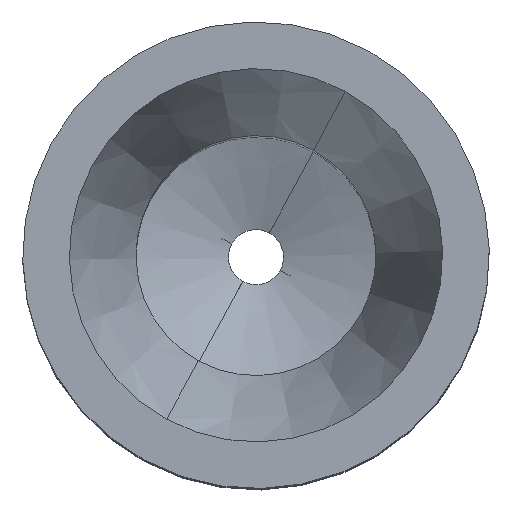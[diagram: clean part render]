
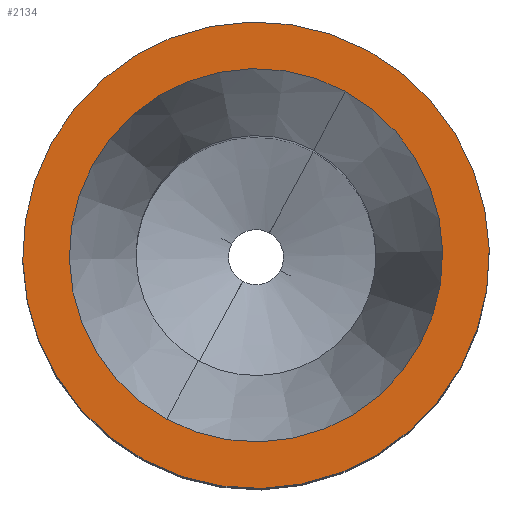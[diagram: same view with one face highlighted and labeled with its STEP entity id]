
A CAD part, top view. The second image highlights one B-rep face of the part: STEP entity #2134.
In plain terms, the highlighted planar face has unit normal (0, 0, 1).
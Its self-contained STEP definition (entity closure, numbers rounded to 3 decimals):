
#1997=AXIS2_PLACEMENT_3D('Circle Axis2P3D',#1995,#1996,$) ;
#2097=AXIS2_PLACEMENT_3D('Circle Axis2P3D',#2095,#2096,$) ;
#2110=AXIS2_PLACEMENT_3D('Plane Axis2P3D',#2107,#2108,#2109) ;
#2114=AXIS2_PLACEMENT_3D('Circle Axis2P3D',#2112,#2113,$) ;
#2123=AXIS2_PLACEMENT_3D('Circle Axis2P3D',#2121,#2122,$) ;
#1992=CARTESIAN_POINT('Vertex',(1.079,0.521,21.6)) ;
#1995=CARTESIAN_POINT('Axis2P3D Location',(1.75,1.75,21.6)) ;
#1999=CARTESIAN_POINT('Vertex',(2.421,2.979,21.6)) ;
#2095=CARTESIAN_POINT('Axis2P3D Location',(1.75,1.75,21.6)) ;
#2107=CARTESIAN_POINT('Axis2P3D Location',(1.75,3.15,21.6)) ;
#2112=CARTESIAN_POINT('Axis2P3D Location',(1.75,1.75,21.6)) ;
#2116=CARTESIAN_POINT('Vertex',(2.589,3.286,21.6)) ;
#2118=CARTESIAN_POINT('Vertex',(0.911,0.214,21.6)) ;
#2121=CARTESIAN_POINT('Axis2P3D Location',(1.75,1.75,21.6)) ;
#1996=DIRECTION('Axis2P3D Direction',(0.,0.,1.)) ;
#2096=DIRECTION('Axis2P3D Direction',(0.,-0.,1.)) ;
#2108=DIRECTION('Axis2P3D Direction',(0.,0.,-1.)) ;
#2109=DIRECTION('Axis2P3D XDirection',(1.,0.,0.)) ;
#2113=DIRECTION('Axis2P3D Direction',(0.,0.,-1.)) ;
#2122=DIRECTION('Axis2P3D Direction',(0.,0.,-1.)) ;
#2127=ORIENTED_EDGE('',*,*,#2120,.F.) ;
#2128=ORIENTED_EDGE('',*,*,#2125,.F.) ;
#2131=ORIENTED_EDGE('',*,*,#2099,.T.) ;
#2132=ORIENTED_EDGE('',*,*,#2001,.T.) ;
#2133=FACE_BOUND('',#2130,.T.) ;
#2134=ADVANCED_FACE('Hauptkoerper',(#2129,#2133),#2111,.F.) ;
#1998=CIRCLE('generated circle',#1997,1.4) ;
#2098=CIRCLE('generated circle',#2097,1.4) ;
#2115=CIRCLE('generated circle',#2114,1.75) ;
#2124=CIRCLE('generated circle',#2123,1.75) ;
#2001=EDGE_CURVE('',#2000,#1993,#1998,.F.) ;
#2099=EDGE_CURVE('',#1993,#2000,#2098,.F.) ;
#2120=EDGE_CURVE('',#2117,#2119,#2115,.T.) ;
#2125=EDGE_CURVE('',#2119,#2117,#2124,.T.) ;
#2126=EDGE_LOOP('',(#2127,#2128)) ;
#2130=EDGE_LOOP('',(#2131,#2132)) ;
#2129=FACE_OUTER_BOUND('',#2126,.T.) ;
#2111=PLANE('',#2110) ;
#1993=VERTEX_POINT('',#1992) ;
#2000=VERTEX_POINT('',#1999) ;
#2117=VERTEX_POINT('',#2116) ;
#2119=VERTEX_POINT('',#2118) ;
